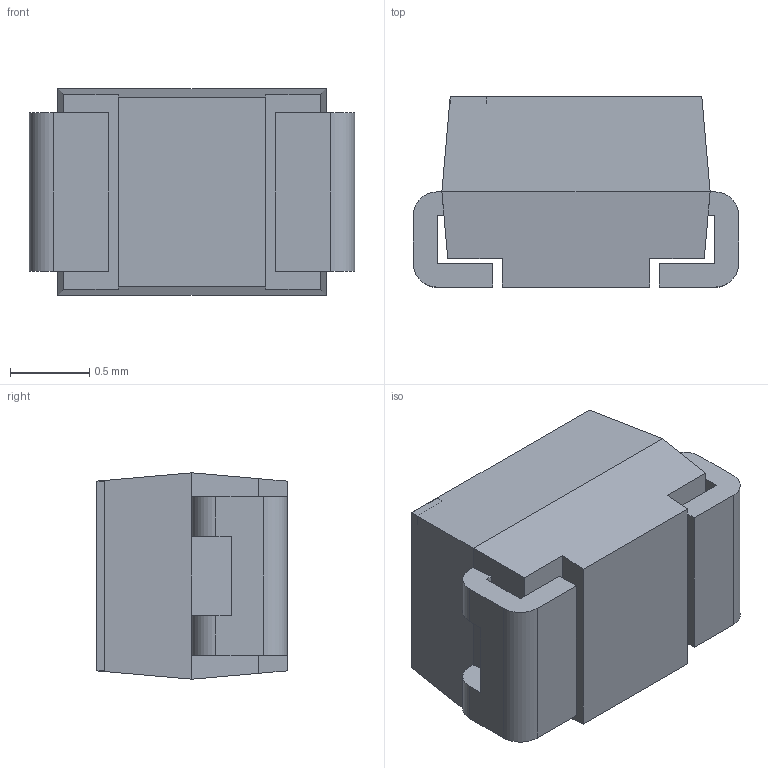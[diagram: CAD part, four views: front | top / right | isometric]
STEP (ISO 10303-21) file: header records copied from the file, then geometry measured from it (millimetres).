
FILE_DESCRIPTION (( 'STEP AP214' ), '1' );
FILE_NAME ('TAJR104K020ANJ.STEP', '2021-11-26T22:58:18', ( '' ), ( '' ), 'SwSTEP 2.0', 'SolidWorks 2020', '' );
FILE_SCHEMA (( 'AUTOMOTIVE_DESIGN' ));
Length unit declared in the file: millimetre
Products named in the file (1): TAJR104K020ANJ
Bounding box: 2.05 x 1.2 x 1.3 mm (x, y, z)
Volume: 2.5 mm3; surface area: 15.9 mm2
Topology: 4 solids, 4 shells, 63 faces, 158 edges, 104 vertices
Faces by surface type: plane 57, cylinder 6
Entity records: 1913 total; most frequent: CARTESIAN_POINT 326, ORIENTED_EDGE 316, DIRECTION 298, EDGE_CURVE 158, LINE 146, VECTOR 146, VERTEX_POINT 104, AXIS2_PLACEMENT_3D 76
